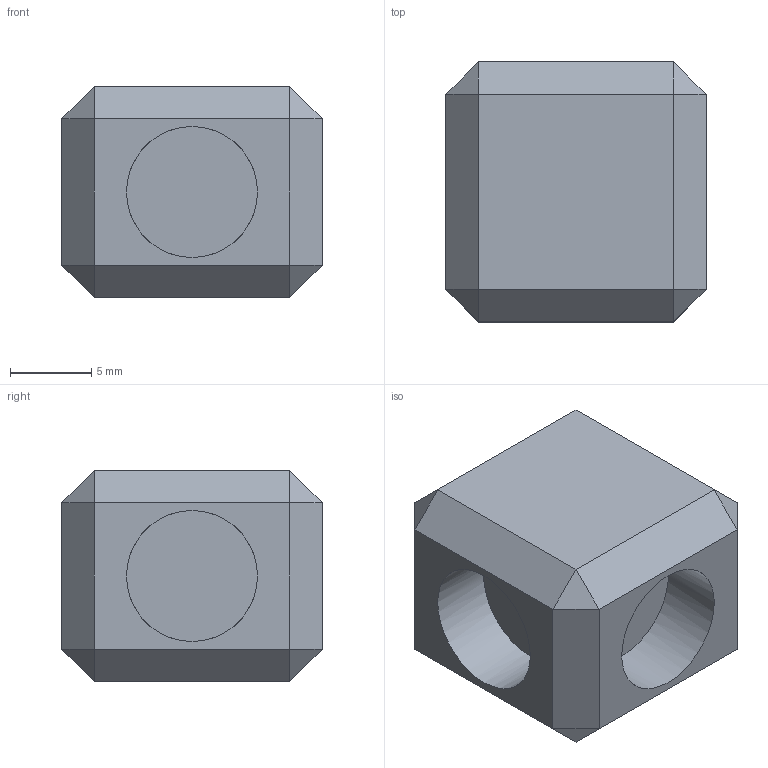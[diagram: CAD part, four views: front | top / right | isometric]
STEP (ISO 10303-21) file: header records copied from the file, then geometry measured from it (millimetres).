
FILE_DESCRIPTION(('FreeCAD Model'),'2;1');
FILE_NAME('Open CASCADE Shape Model','2022-07-21T11:49:14',(''),(''), 'Open CASCADE STEP processor 7.6','FreeCAD','Unknown');
FILE_SCHEMA(('AUTOMOTIVE_DESIGN { 1 0 10303 214 1 1 1 1 }'));
Length unit declared in the file: millimetre
Products named in the file (1): Cube
Bounding box: 16 x 16 x 13 mm (x, y, z)
Volume: 2196.3 mm3; surface area: 1525.5 mm2
Topology: 1 solids, 1 shells, 34 faces, 76 edges, 40 vertices
Faces by surface type: plane 30, cylinder 4
Full cylindrical faces by diameter (mm): 8.05 x4
Entity records: 1978 total; most frequent: CARTESIAN_POINT 383, DIRECTION 302, LINE 180, VECTOR 180, ORIENTED_EDGE 152, PCURVE 152, DEFINITIONAL_REPRESENTATION 152, EDGE_CURVE 76
